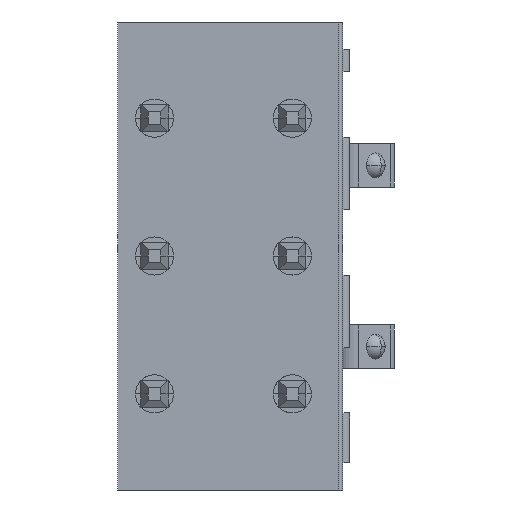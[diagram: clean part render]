
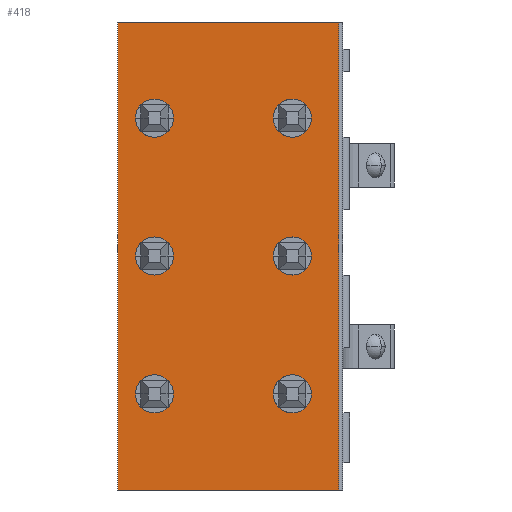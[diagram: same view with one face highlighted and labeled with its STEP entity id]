
A CAD part, left-side view. The second image highlights one B-rep face of the part: STEP entity #418.
In plain terms, the highlighted planar face has unit normal (-1, 0, 0).
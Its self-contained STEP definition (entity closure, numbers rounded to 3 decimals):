
#418=ADVANCED_FACE('',(#1306,#1307,#1308,#1309,#1310,#1311,#1312),#1313,.T.);
#1306=FACE_OUTER_BOUND('',#2384,.T.);
#1307=FACE_BOUND('',#2385,.T.);
#1308=FACE_BOUND('',#2386,.T.);
#1309=FACE_BOUND('',#2387,.T.);
#1310=FACE_BOUND('',#2388,.T.);
#1311=FACE_BOUND('',#2389,.T.);
#1312=FACE_BOUND('',#2390,.T.);
#1313=PLANE('',#2391);
#2384=EDGE_LOOP('',(#5308,#5309,#5310,#5311));
#2385=EDGE_LOOP('',(#5312,#5313));
#2386=EDGE_LOOP('',(#5314,#5315));
#2387=EDGE_LOOP('',(#5316,#5317));
#2388=EDGE_LOOP('',(#5318,#5319));
#2389=EDGE_LOOP('',(#5320,#5321));
#2390=EDGE_LOOP('',(#5322,#5323));
#2391=AXIS2_PLACEMENT_3D('',#5324,#5325,#5326);
#5308=ORIENTED_EDGE('',*,*,#7508,.T.);
#5309=ORIENTED_EDGE('',*,*,#7443,.F.);
#5310=ORIENTED_EDGE('',*,*,#7368,.F.);
#5311=ORIENTED_EDGE('',*,*,#6908,.T.);
#5312=ORIENTED_EDGE('',*,*,#7526,.F.);
#5313=ORIENTED_EDGE('',*,*,#7527,.F.);
#5314=ORIENTED_EDGE('',*,*,#7240,.F.);
#5315=ORIENTED_EDGE('',*,*,#7528,.F.);
#5316=ORIENTED_EDGE('',*,*,#7235,.F.);
#5317=ORIENTED_EDGE('',*,*,#7529,.F.);
#5318=ORIENTED_EDGE('',*,*,#7530,.F.);
#5319=ORIENTED_EDGE('',*,*,#7124,.F.);
#5320=ORIENTED_EDGE('',*,*,#7531,.F.);
#5321=ORIENTED_EDGE('',*,*,#7532,.F.);
#5322=ORIENTED_EDGE('',*,*,#7533,.F.);
#5323=ORIENTED_EDGE('',*,*,#7534,.F.);
#5324=CARTESIAN_POINT('',(-0.1,16.816,-15.24));
#5325=DIRECTION('',(-1.0,0.0,0.0));
#5326=DIRECTION('',(0.0,0.0,1.0));
#6908=EDGE_CURVE('',#8244,#8241,#8245,.T.);
#7124=EDGE_CURVE('',#8585,#8587,#8588,.T.);
#7235=EDGE_CURVE('',#8758,#8759,#8760,.T.);
#7240=EDGE_CURVE('',#8765,#8766,#8767,.T.);
#7368=EDGE_CURVE('',#8244,#8960,#8961,.T.);
#7443=EDGE_CURVE('',#8960,#9076,#9077,.T.);
#7508=EDGE_CURVE('',#8241,#9076,#9184,.T.);
#7526=EDGE_CURVE('',#9206,#9207,#9208,.T.);
#7527=EDGE_CURVE('',#9207,#9206,#9209,.T.);
#7528=EDGE_CURVE('',#8766,#8765,#9210,.T.);
#7529=EDGE_CURVE('',#8759,#8758,#9211,.T.);
#7530=EDGE_CURVE('',#8587,#8585,#9212,.T.);
#7531=EDGE_CURVE('',#9213,#9214,#9215,.T.);
#7532=EDGE_CURVE('',#9214,#9213,#9216,.T.);
#7533=EDGE_CURVE('',#9217,#9218,#9219,.T.);
#7534=EDGE_CURVE('',#9218,#9217,#9220,.T.);
#8241=VERTEX_POINT('',#10308);
#8244=VERTEX_POINT('',#10312);
#8245=LINE('',#10313,#10314);
#8585=VERTEX_POINT('',#10899);
#8587=VERTEX_POINT('',#10902);
#8588=CIRCLE('',#10903,0.7);
#8758=VERTEX_POINT('',#11174);
#8759=VERTEX_POINT('',#11175);
#8760=CIRCLE('',#11176,0.7);
#8765=VERTEX_POINT('',#11183);
#8766=VERTEX_POINT('',#11184);
#8767=CIRCLE('',#11185,0.7);
#8960=VERTEX_POINT('',#11484);
#8961=LINE('',#11485,#11486);
#9076=VERTEX_POINT('',#11656);
#9077=LINE('',#11657,#11658);
#9184=LINE('',#11880,#11881);
#9206=VERTEX_POINT('',#11940);
#9207=VERTEX_POINT('',#11941);
#9208=CIRCLE('',#11942,0.7);
#9209=CIRCLE('',#11943,0.7);
#9210=CIRCLE('',#11944,0.7);
#9211=CIRCLE('',#11945,0.7);
#9212=CIRCLE('',#11946,0.7);
#9213=VERTEX_POINT('',#11947);
#9214=VERTEX_POINT('',#11948);
#9215=CIRCLE('',#11949,0.7);
#9216=CIRCLE('',#11950,0.7);
#9217=VERTEX_POINT('',#11951);
#9218=VERTEX_POINT('',#11952);
#9219=CIRCLE('',#11953,0.7);
#9220=CIRCLE('',#11954,0.7);
#10308=CARTESIAN_POINT('',(-0.1,23.716,-1.54));
#10312=CARTESIAN_POINT('',(-0.1,15.566,-1.54));
#10313=CARTESIAN_POINT('',(-0.1,16.816,-1.54));
#10314=VECTOR('',#13013,1.0);
#10899=CARTESIAN_POINT('',(-0.1,16.576,-10.16));
#10902=CARTESIAN_POINT('',(-0.1,17.976,-10.16));
#10903=AXIS2_PLACEMENT_3D('',#13347,#13348,#13349);
#11174=CARTESIAN_POINT('',(-0.1,21.656,-5.08));
#11175=CARTESIAN_POINT('',(-0.1,23.056,-5.08));
#11176=AXIS2_PLACEMENT_3D('',#13523,#13524,#13525);
#11183=CARTESIAN_POINT('',(-0.1,16.576,-5.08));
#11184=CARTESIAN_POINT('',(-0.1,17.976,-5.08));
#11185=AXIS2_PLACEMENT_3D('',#13534,#13535,#13536);
#11484=CARTESIAN_POINT('',(-0.1,15.566,-18.78));
#11485=CARTESIAN_POINT('',(-0.1,15.566,-15.24));
#11486=VECTOR('',#13751,1.0);
#11656=CARTESIAN_POINT('',(-0.1,23.716,-18.78));
#11657=CARTESIAN_POINT('',(-0.1,16.816,-18.78));
#11658=VECTOR('',#13864,1.0);
#11880=CARTESIAN_POINT('',(-0.1,23.716,-15.24));
#11881=VECTOR('',#13962,1.0);
#11940=CARTESIAN_POINT('',(-0.1,23.056,-15.24));
#11941=CARTESIAN_POINT('',(-0.1,21.656,-15.24));
#11942=AXIS2_PLACEMENT_3D('',#13985,#13986,#13987);
#11943=AXIS2_PLACEMENT_3D('',#13988,#13989,#13990);
#11944=AXIS2_PLACEMENT_3D('',#13991,#13992,#13993);
#11945=AXIS2_PLACEMENT_3D('',#13994,#13995,#13996);
#11946=AXIS2_PLACEMENT_3D('',#13997,#13998,#13999);
#11947=CARTESIAN_POINT('',(-0.1,16.576,-15.24));
#11948=CARTESIAN_POINT('',(-0.1,17.976,-15.24));
#11949=AXIS2_PLACEMENT_3D('',#14000,#14001,#14002);
#11950=AXIS2_PLACEMENT_3D('',#14003,#14004,#14005);
#11951=CARTESIAN_POINT('',(-0.1,21.656,-10.16));
#11952=CARTESIAN_POINT('',(-0.1,23.056,-10.16));
#11953=AXIS2_PLACEMENT_3D('',#14006,#14007,#14008);
#11954=AXIS2_PLACEMENT_3D('',#14009,#14010,#14011);
#13013=DIRECTION('',(0.0,1.0,0.));
#13347=CARTESIAN_POINT('',(-0.1,17.276,-10.16));
#13348=DIRECTION('',(-1.0,0.,0.));
#13349=DIRECTION('',(0.,1.0,0.0));
#13523=CARTESIAN_POINT('',(-0.1,22.356,-5.08));
#13524=DIRECTION('',(-1.0,0.,0.));
#13525=DIRECTION('',(0.,1.0,0.0));
#13534=CARTESIAN_POINT('',(-0.1,17.276,-5.08));
#13535=DIRECTION('',(-1.0,0.,0.));
#13536=DIRECTION('',(0.,1.0,0.0));
#13751=DIRECTION('',(0.0,0.,-1.0));
#13864=DIRECTION('',(0.0,1.0,0.));
#13962=DIRECTION('',(0.0,0.,-1.0));
#13985=CARTESIAN_POINT('',(-0.1,22.356,-15.24));
#13986=DIRECTION('',(-1.0,0.,0.));
#13987=DIRECTION('',(0.,1.0,0.0));
#13988=CARTESIAN_POINT('',(-0.1,22.356,-15.24));
#13989=DIRECTION('',(-1.0,0.,0.));
#13990=DIRECTION('',(0.,1.0,0.0));
#13991=CARTESIAN_POINT('',(-0.1,17.276,-5.08));
#13992=DIRECTION('',(-1.0,0.,0.));
#13993=DIRECTION('',(0.,1.0,0.0));
#13994=CARTESIAN_POINT('',(-0.1,22.356,-5.08));
#13995=DIRECTION('',(-1.0,0.,0.));
#13996=DIRECTION('',(0.,1.0,0.0));
#13997=CARTESIAN_POINT('',(-0.1,17.276,-10.16));
#13998=DIRECTION('',(-1.0,0.,0.));
#13999=DIRECTION('',(0.,1.0,0.0));
#14000=CARTESIAN_POINT('',(-0.1,17.276,-15.24));
#14001=DIRECTION('',(-1.0,0.,0.));
#14002=DIRECTION('',(0.,1.0,0.0));
#14003=CARTESIAN_POINT('',(-0.1,17.276,-15.24));
#14004=DIRECTION('',(-1.0,0.,0.));
#14005=DIRECTION('',(0.,1.0,0.0));
#14006=CARTESIAN_POINT('',(-0.1,22.356,-10.16));
#14007=DIRECTION('',(-1.0,0.,0.));
#14008=DIRECTION('',(0.,1.0,0.0));
#14009=CARTESIAN_POINT('',(-0.1,22.356,-10.16));
#14010=DIRECTION('',(-1.0,0.,0.));
#14011=DIRECTION('',(0.,1.0,0.0));
